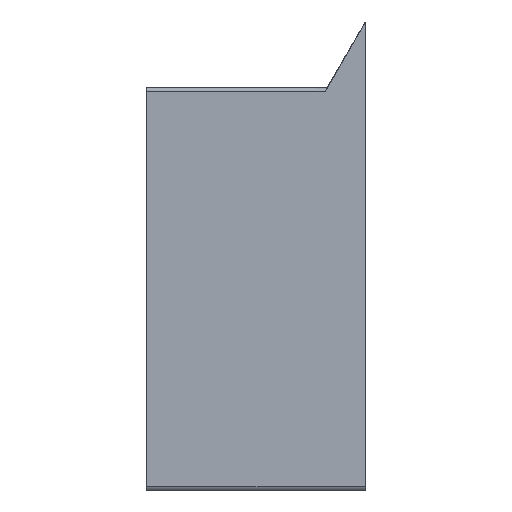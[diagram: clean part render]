
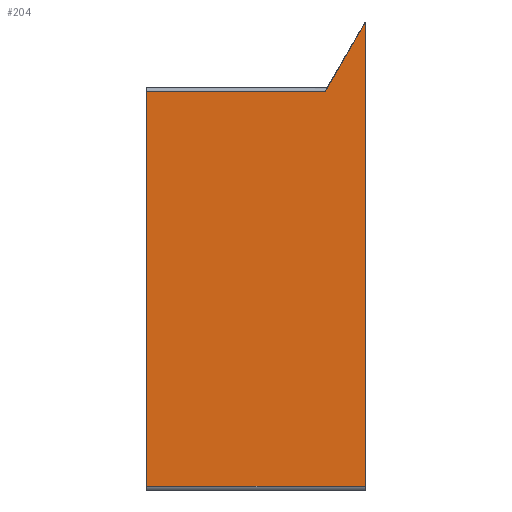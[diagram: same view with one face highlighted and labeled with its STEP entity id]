
A CAD part, left-side view. The second image highlights one B-rep face of the part: STEP entity #204.
In plain terms, the highlighted planar face has unit normal (-1, 0, 0).
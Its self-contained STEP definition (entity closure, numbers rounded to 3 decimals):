
#175 = VECTOR ( 'NONE', #1159, 1000. ) ;
#204 = ADVANCED_FACE ( 'NONE', ( #650 ), #1028, .F. ) ;
#227 = DIRECTION ( 'NONE',  ( 0., 0., 1. ) ) ;
#405 = VERTEX_POINT ( 'NONE', #518 ) ;
#440 = EDGE_LOOP ( 'NONE', ( #859, #1474, #791, #1324, #734 ) ) ;
#466 = LINE ( 'NONE', #584, #545 ) ;
#481 = LINE ( 'NONE', #588, #641 ) ;
#518 = CARTESIAN_POINT ( 'NONE',  ( 0., 0., 0.5 ) ) ;
#542 = CARTESIAN_POINT ( 'NONE',  ( 0., 0., 60. ) ) ;
#545 = VECTOR ( 'NONE', #227, 1000. ) ;
#555 = CARTESIAN_POINT ( 'NONE',  ( 0., 28., 0.5 ) ) ;
#584 = CARTESIAN_POINT ( 'NONE',  ( 0., 0., 0. ) ) ;
#588 = CARTESIAN_POINT ( 'NONE',  ( 0., 28., 51.056 ) ) ;
#641 = VECTOR ( 'NONE', #1066, 1000. ) ;
#650 = FACE_OUTER_BOUND ( 'NONE', #440, .T. ) ;
#708 = VECTOR ( 'NONE', #1506, 1000. ) ;
#734 = ORIENTED_EDGE ( 'NONE', *, *, #803, .T. ) ;
#738 = VERTEX_POINT ( 'NONE', #970 ) ;
#777 = VERTEX_POINT ( 'NONE', #1201 ) ;
#791 = ORIENTED_EDGE ( 'NONE', *, *, #1287, .T. ) ;
#803 = EDGE_CURVE ( 'NONE', #777, #738, #481, .T. ) ;
#833 = CARTESIAN_POINT ( 'NONE',  ( 0., 28., 0. ) ) ;
#859 = ORIENTED_EDGE ( 'NONE', *, *, #1516, .F. ) ;
#888 = LINE ( 'NONE', #1391, #175 ) ;
#895 = DIRECTION ( 'NONE',  ( 0., 0., -1. ) ) ;
#939 = AXIS2_PLACEMENT_3D ( 'NONE', #1538, #1405, #895 ) ;
#948 = EDGE_CURVE ( 'NONE', #1067, #405, #1351, .T. ) ;
#970 = CARTESIAN_POINT ( 'NONE',  ( 0., 28., 51.056 ) ) ;
#1005 = CARTESIAN_POINT ( 'NONE',  ( 0., 28., 0.5 ) ) ;
#1028 = PLANE ( 'NONE',  #939 ) ;
#1043 = EDGE_CURVE ( 'NONE', #1161, #777, #888, .T. ) ;
#1066 = DIRECTION ( 'NONE',  ( 0., 1., 0. ) ) ;
#1067 = VERTEX_POINT ( 'NONE', #555 ) ;
#1077 = LINE ( 'NONE', #833, #1097 ) ;
#1097 = VECTOR ( 'NONE', #1573, 1000. ) ;
#1159 = DIRECTION ( 'NONE',  ( 0., 0.5, -0.866 ) ) ;
#1161 = VERTEX_POINT ( 'NONE', #542 ) ;
#1201 = CARTESIAN_POINT ( 'NONE',  ( 0., 5.164, 51.056 ) ) ;
#1287 = EDGE_CURVE ( 'NONE', #405, #1161, #466, .T. ) ;
#1324 = ORIENTED_EDGE ( 'NONE', *, *, #1043, .T. ) ;
#1351 = LINE ( 'NONE', #1005, #708 ) ;
#1391 = CARTESIAN_POINT ( 'NONE',  ( 0., 0., 60. ) ) ;
#1405 = DIRECTION ( 'NONE',  ( 1., 0., 0. ) ) ;
#1474 = ORIENTED_EDGE ( 'NONE', *, *, #948, .T. ) ;
#1506 = DIRECTION ( 'NONE',  ( 0., -1., 0. ) ) ;
#1516 = EDGE_CURVE ( 'NONE', #1067, #738, #1077, .T. ) ;
#1538 = CARTESIAN_POINT ( 'NONE',  ( 0., 28., 0. ) ) ;
#1573 = DIRECTION ( 'NONE',  ( 0., 0., 1. ) ) ;
